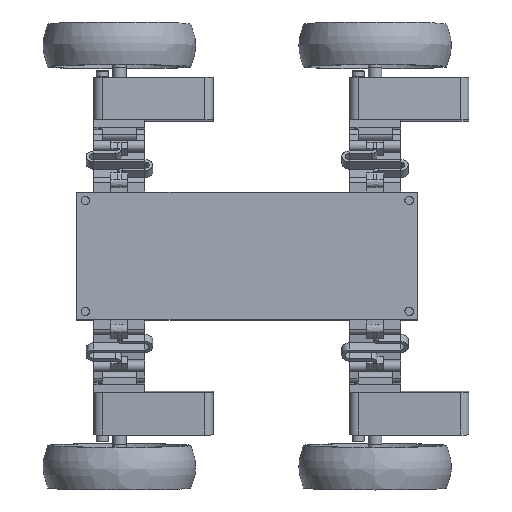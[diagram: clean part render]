
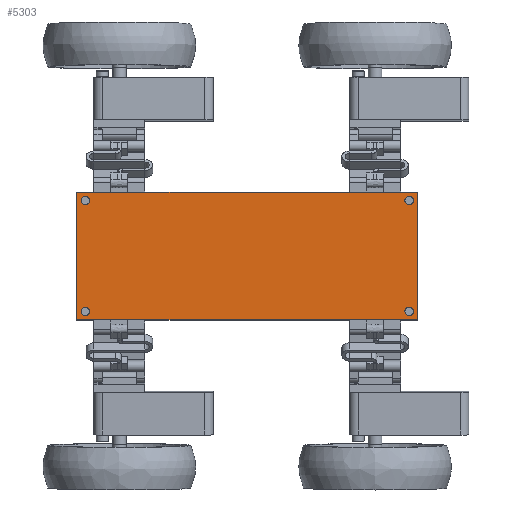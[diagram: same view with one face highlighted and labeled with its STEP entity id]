
A CAD part, top view. The second image highlights one B-rep face of the part: STEP entity #5303.
In plain terms, the highlighted free-form (B-spline) face has degree [1, 1] with [2, 2] control points.
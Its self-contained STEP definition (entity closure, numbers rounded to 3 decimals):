
#4990 = VERTEX_POINT('',#4991);
#4991 = CARTESIAN_POINT('',(-145.431,-54.537,
    101.802));
#4996 = EDGE_CURVE('',#4990,#4997,#4999,.T.);
#4997 = VERTEX_POINT('',#4998);
#4998 = CARTESIAN_POINT('',(145.431,-54.537,
    101.802));
#4999 = B_SPLINE_CURVE_WITH_KNOTS('',1,(#5000,#5001),.UNSPECIFIED.,.F.,
  .F.,(2,2),(0.,200.),.PIECEWISE_BEZIER_KNOTS.);
#5000 = CARTESIAN_POINT('',(-145.431,-54.537,
    101.802));
#5001 = CARTESIAN_POINT('',(145.431,-54.537,
    101.802));
#5146 = VERTEX_POINT('',#5147);
#5147 = CARTESIAN_POINT('',(-145.431,54.537,
    101.802));
#5152 = EDGE_CURVE('',#5146,#4990,#5153,.T.);
#5153 = B_SPLINE_CURVE_WITH_KNOTS('',1,(#5154,#5155),.UNSPECIFIED.,.F.,
  .F.,(2,2),(0.,75.),.PIECEWISE_BEZIER_KNOTS.);
#5154 = CARTESIAN_POINT('',(-145.431,54.537,
    101.802));
#5155 = CARTESIAN_POINT('',(-145.431,-54.537,
    101.802));
#5303 = ADVANCED_FACE('',(#5304,#5320,#5334,#5348,#5362),#5376,.T.);
#5304 = FACE_BOUND('',#5305,.T.);
#5305 = EDGE_LOOP('',(#5306,#5307,#5314,#5319));
#5306 = ORIENTED_EDGE('',*,*,#4996,.T.);
#5307 = ORIENTED_EDGE('',*,*,#5308,.T.);
#5308 = EDGE_CURVE('',#4997,#5309,#5311,.T.);
#5309 = VERTEX_POINT('',#5310);
#5310 = CARTESIAN_POINT('',(145.431,54.537,
    101.802));
#5311 = B_SPLINE_CURVE_WITH_KNOTS('',1,(#5312,#5313),.UNSPECIFIED.,.F.,
  .F.,(2,2),(0.,75.),.PIECEWISE_BEZIER_KNOTS.);
#5312 = CARTESIAN_POINT('',(145.431,-54.537,
    101.802));
#5313 = CARTESIAN_POINT('',(145.431,54.537,
    101.802));
#5314 = ORIENTED_EDGE('',*,*,#5315,.T.);
#5315 = EDGE_CURVE('',#5309,#5146,#5316,.T.);
#5316 = B_SPLINE_CURVE_WITH_KNOTS('',1,(#5317,#5318),.UNSPECIFIED.,.F.,
  .F.,(2,2),(0.,200.),.PIECEWISE_BEZIER_KNOTS.);
#5317 = CARTESIAN_POINT('',(145.431,54.537,
    101.802));
#5318 = CARTESIAN_POINT('',(-145.431,54.537,
    101.802));
#5319 = ORIENTED_EDGE('',*,*,#5152,.T.);
#5320 = FACE_BOUND('',#5321,.T.);
#5321 = EDGE_LOOP('',(#5322));
#5322 = ORIENTED_EDGE('',*,*,#5323,.T.);
#5323 = EDGE_CURVE('',#5324,#5324,#5326,.T.);
#5324 = VERTEX_POINT('',#5325);
#5325 = CARTESIAN_POINT('',(-134.524,-47.265,
    101.802));
#5326 = ( BOUNDED_CURVE() B_SPLINE_CURVE(2,(#5327,#5328,#5329,#5330,
#5331,#5332,#5333),.UNSPECIFIED.,.T.,.F.) B_SPLINE_CURVE_WITH_KNOTS((1,2
    ,2,2,2,1),(-2.094,0.,2.094,4.189,
6.283,8.378),.UNSPECIFIED.) CURVE() 
GEOMETRIC_REPRESENTATION_ITEM() RATIONAL_B_SPLINE_CURVE((1.,0.5,1.,0.5,
1.,0.5,1.)) REPRESENTATION_ITEM('') );
#5327 = CARTESIAN_POINT('',(-134.524,-47.265,
    101.802));
#5328 = CARTESIAN_POINT('',(-134.524,-53.562,
    101.802));
#5329 = CARTESIAN_POINT('',(-139.977,-50.414,
    101.802));
#5330 = CARTESIAN_POINT('',(-145.431,-47.265,
    101.802));
#5331 = CARTESIAN_POINT('',(-139.977,-44.116,
    101.802));
#5332 = CARTESIAN_POINT('',(-134.524,-40.968,
    101.802));
#5333 = CARTESIAN_POINT('',(-134.524,-47.265,
    101.802));
#5334 = FACE_BOUND('',#5335,.T.);
#5335 = EDGE_LOOP('',(#5336));
#5336 = ORIENTED_EDGE('',*,*,#5337,.T.);
#5337 = EDGE_CURVE('',#5338,#5338,#5340,.T.);
#5338 = VERTEX_POINT('',#5339);
#5339 = CARTESIAN_POINT('',(134.524,-47.265,
    101.802));
#5340 = ( BOUNDED_CURVE() B_SPLINE_CURVE(2,(#5341,#5342,#5343,#5344,
#5345,#5346,#5347),.UNSPECIFIED.,.T.,.F.) B_SPLINE_CURVE_WITH_KNOTS((1,2
    ,2,2,2,1),(-2.094,0.,2.094,4.189,
6.283,8.378),.UNSPECIFIED.) CURVE() 
GEOMETRIC_REPRESENTATION_ITEM() RATIONAL_B_SPLINE_CURVE((1.,0.5,1.,0.5,
1.,0.5,1.)) REPRESENTATION_ITEM('') );
#5341 = CARTESIAN_POINT('',(134.524,-47.265,
    101.802));
#5342 = CARTESIAN_POINT('',(134.524,-40.968,
    101.802));
#5343 = CARTESIAN_POINT('',(139.977,-44.116,
    101.802));
#5344 = CARTESIAN_POINT('',(145.431,-47.265,
    101.802));
#5345 = CARTESIAN_POINT('',(139.977,-50.414,
    101.802));
#5346 = CARTESIAN_POINT('',(134.524,-53.562,
    101.802));
#5347 = CARTESIAN_POINT('',(134.524,-47.265,
    101.802));
#5348 = FACE_BOUND('',#5349,.T.);
#5349 = EDGE_LOOP('',(#5350));
#5350 = ORIENTED_EDGE('',*,*,#5351,.T.);
#5351 = EDGE_CURVE('',#5352,#5352,#5354,.T.);
#5352 = VERTEX_POINT('',#5353);
#5353 = CARTESIAN_POINT('',(-134.524,47.265,
    101.802));
#5354 = ( BOUNDED_CURVE() B_SPLINE_CURVE(2,(#5355,#5356,#5357,#5358,
#5359,#5360,#5361),.UNSPECIFIED.,.T.,.F.) B_SPLINE_CURVE_WITH_KNOTS((1,2
    ,2,2,2,1),(-2.094,0.,2.094,4.189,
6.283,8.378),.UNSPECIFIED.) CURVE() 
GEOMETRIC_REPRESENTATION_ITEM() RATIONAL_B_SPLINE_CURVE((1.,0.5,1.,0.5,
1.,0.5,1.)) REPRESENTATION_ITEM('') );
#5355 = CARTESIAN_POINT('',(-134.524,47.265,
    101.802));
#5356 = CARTESIAN_POINT('',(-134.524,40.968,
    101.802));
#5357 = CARTESIAN_POINT('',(-139.977,44.116,
    101.802));
#5358 = CARTESIAN_POINT('',(-145.431,47.265,
    101.802));
#5359 = CARTESIAN_POINT('',(-139.977,50.414,
    101.802));
#5360 = CARTESIAN_POINT('',(-134.524,53.562,
    101.802));
#5361 = CARTESIAN_POINT('',(-134.524,47.265,
    101.802));
#5362 = FACE_BOUND('',#5363,.T.);
#5363 = EDGE_LOOP('',(#5364));
#5364 = ORIENTED_EDGE('',*,*,#5365,.T.);
#5365 = EDGE_CURVE('',#5366,#5366,#5368,.T.);
#5366 = VERTEX_POINT('',#5367);
#5367 = CARTESIAN_POINT('',(134.524,47.265,
    101.802));
#5368 = ( BOUNDED_CURVE() B_SPLINE_CURVE(2,(#5369,#5370,#5371,#5372,
#5373,#5374,#5375),.UNSPECIFIED.,.T.,.F.) B_SPLINE_CURVE_WITH_KNOTS((1,2
    ,2,2,2,1),(-2.094,0.,2.094,4.189,
6.283,8.378),.UNSPECIFIED.) CURVE() 
GEOMETRIC_REPRESENTATION_ITEM() RATIONAL_B_SPLINE_CURVE((1.,0.5,1.,0.5,
1.,0.5,1.)) REPRESENTATION_ITEM('') );
#5369 = CARTESIAN_POINT('',(134.524,47.265,
    101.802));
#5370 = CARTESIAN_POINT('',(134.524,53.562,
    101.802));
#5371 = CARTESIAN_POINT('',(139.977,50.414,
    101.802));
#5372 = CARTESIAN_POINT('',(145.431,47.265,
    101.802));
#5373 = CARTESIAN_POINT('',(139.977,44.116,
    101.802));
#5374 = CARTESIAN_POINT('',(134.524,40.968,
    101.802));
#5375 = CARTESIAN_POINT('',(134.524,47.265,
    101.802));
#5376 = B_SPLINE_SURFACE_WITH_KNOTS('',1,1,(
    (#5377,#5378)
    ,(#5379,#5380
    )),.UNSPECIFIED.,.F.,.F.,.F.,(2,2),(2,2),(-100.,100.),(-37.5,37.5),
  .PIECEWISE_BEZIER_KNOTS.);
#5377 = CARTESIAN_POINT('',(-145.431,-54.537,
    101.802));
#5378 = CARTESIAN_POINT('',(-145.431,54.537,
    101.802));
#5379 = CARTESIAN_POINT('',(145.431,-54.537,
    101.802));
#5380 = CARTESIAN_POINT('',(145.431,54.537,
    101.802));
